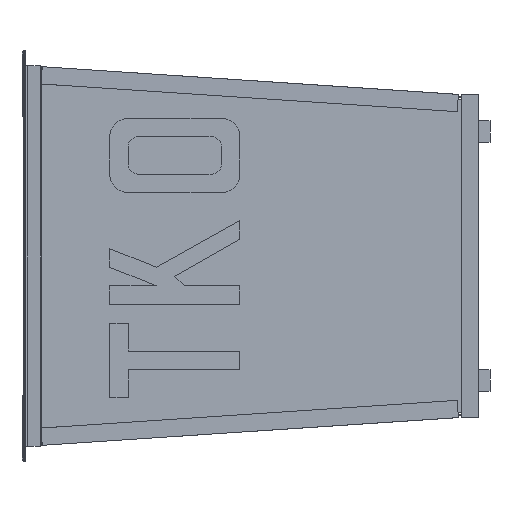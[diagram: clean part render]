
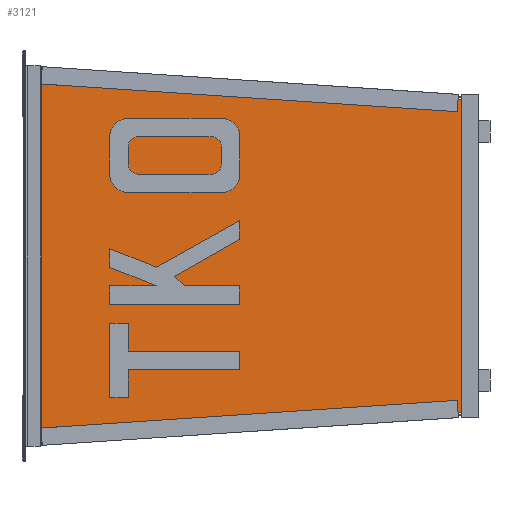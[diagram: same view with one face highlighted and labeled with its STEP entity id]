
A CAD part, left-side view. The second image highlights one B-rep face of the part: STEP entity #3121.
In plain terms, the highlighted face is planar.
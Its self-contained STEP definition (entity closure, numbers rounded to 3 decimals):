
#82 = EDGE_CURVE ( 'NONE', #3490, #1090, #974, .T. ) ;
#108 = DIRECTION ( 'NONE',  ( 0.053, 0.999, 0. ) ) ;
#209 = CARTESIAN_POINT ( 'NONE',  ( -415., 515., -1. ) ) ;
#217 = EDGE_CURVE ( 'NONE', #1882, #301, #2919, .T. ) ;
#300 = DIRECTION ( 'NONE',  ( 0.053, -0.999, 0. ) ) ;
#301 = VERTEX_POINT ( 'NONE', #3514 ) ;
#397 = CARTESIAN_POINT ( 'NONE',  ( 415., 515., -1. ) ) ;
#641 = ORIENTED_EDGE ( 'NONE', *, *, #1395, .F. ) ;
#974 = LINE ( 'NONE', #2790, #2527 ) ;
#1090 = VERTEX_POINT ( 'NONE', #3106 ) ;
#1160 = CARTESIAN_POINT ( 'NONE',  ( 360., -515., -1. ) ) ;
#1288 = FACE_OUTER_BOUND ( 'NONE', #2974, .T. ) ;
#1304 = CARTESIAN_POINT ( 'NONE',  ( 0., 0., -1. ) ) ;
#1395 = EDGE_CURVE ( 'NONE', #301, #3490, #2973, .T. ) ;
#1485 = VECTOR ( 'NONE', #108, 1000. ) ;
#1493 = CARTESIAN_POINT ( 'NONE',  ( -360., -515., -1. ) ) ;
#1865 = ORIENTED_EDGE ( 'NONE', *, *, #2067, .F. ) ;
#1882 = VERTEX_POINT ( 'NONE', #397 ) ;
#1914 = VECTOR ( 'NONE', #300, 1000. ) ;
#2067 = EDGE_CURVE ( 'NONE', #1090, #1882, #3172, .T. ) ;
#2198 = VECTOR ( 'NONE', #2943, 1000. ) ;
#2335 = DIRECTION ( 'NONE',  ( 1., 0., 0. ) ) ;
#2527 = VECTOR ( 'NONE', #2335, 1000. ) ;
#2534 = ORIENTED_EDGE ( 'NONE', *, *, #82, .F. ) ;
#2790 = CARTESIAN_POINT ( 'NONE',  ( -360., -515., -1. ) ) ;
#2919 = LINE ( 'NONE', #209, #2198 ) ;
#2938 = CARTESIAN_POINT ( 'NONE',  ( -360., -515., -1. ) ) ;
#2943 = DIRECTION ( 'NONE',  ( -1., 0., 0. ) ) ;
#2973 = LINE ( 'NONE', #2938, #1914 ) ;
#2974 = EDGE_LOOP ( 'NONE', ( #641, #4222, #1865, #2534 ) ) ;
#3088 = PLANE ( 'NONE',  #3931 ) ;
#3106 = CARTESIAN_POINT ( 'NONE',  ( 360., -515., -1. ) ) ;
#3121 = ADVANCED_FACE ( 'NONE', ( #1288 ), #3088, .T. ) ;
#3172 = LINE ( 'NONE', #1160, #1485 ) ;
#3332 = DIRECTION ( 'NONE',  ( 0., 0., -1. ) ) ;
#3490 = VERTEX_POINT ( 'NONE', #1493 ) ;
#3514 = CARTESIAN_POINT ( 'NONE',  ( -415., 515., -1. ) ) ;
#3670 = DIRECTION ( 'NONE',  ( -1., 0., 0. ) ) ;
#3931 = AXIS2_PLACEMENT_3D ( 'NONE', #1304, #3332, #3670 ) ;
#4222 = ORIENTED_EDGE ( 'NONE', *, *, #217, .F. ) ;
